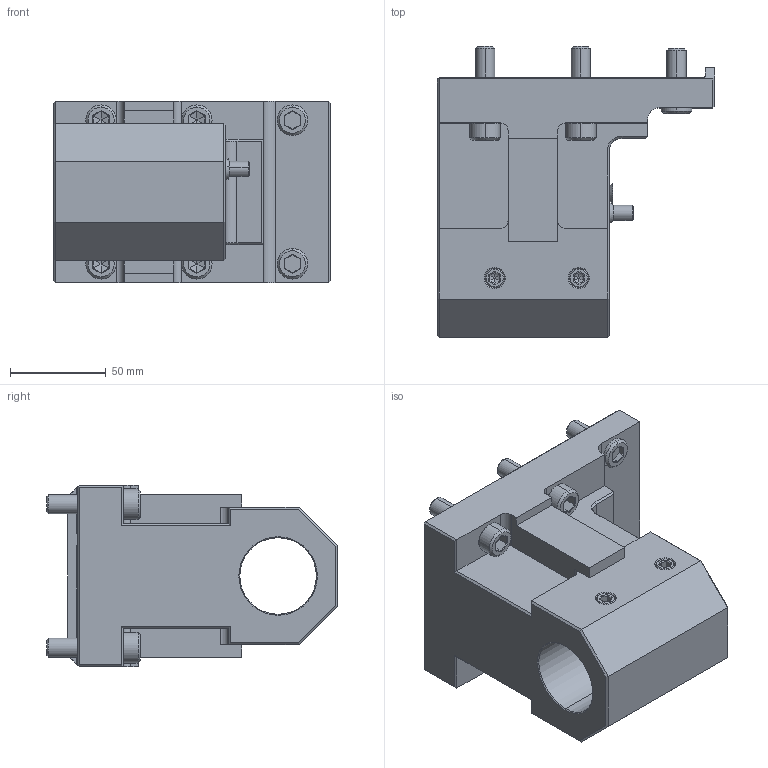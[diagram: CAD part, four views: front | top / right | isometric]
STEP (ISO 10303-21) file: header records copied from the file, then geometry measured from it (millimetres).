
FILE_DESCRIPTION((''),'2;1');
FILE_NAME('NGT_ID_40_105O_JC','2021-01-12T',('vali'),('NOVA GRUP'),'PRO/ENGINEER BY PARAMETRIC TECHNOLOGY CORPORATION, 2010280','PRO/ENGINEER BY PARAMETRIC TECHNOLOGY CORPORATION, 2010280','');
FILE_SCHEMA(('CONFIG_CONTROL_DESIGN'));
Length unit declared in the file: millimetre
Products named in the file (1): NGT_ID_40_105O_JC
Bounding box: 145 x 152 x 95 mm (x, y, z)
Volume: 866031.6 mm3; surface area: 92315.9 mm2
Topology: 1 solids, 1 shells, 411 faces, 938 edges, 535 vertices
Faces by surface type: plane 195, cylinder 121, cone 61, bspline 24, torus 8, sphere 2
Entity records: 12750 total; most frequent: CARTESIAN_POINT 3865, ORIENTED_EDGE 1828, DIRECTION 1752, EDGE_CURVE 914, VECTOR 616, LINE 616, AXIS2_PLACEMENT_3D 568, VERTEX_POINT 535
